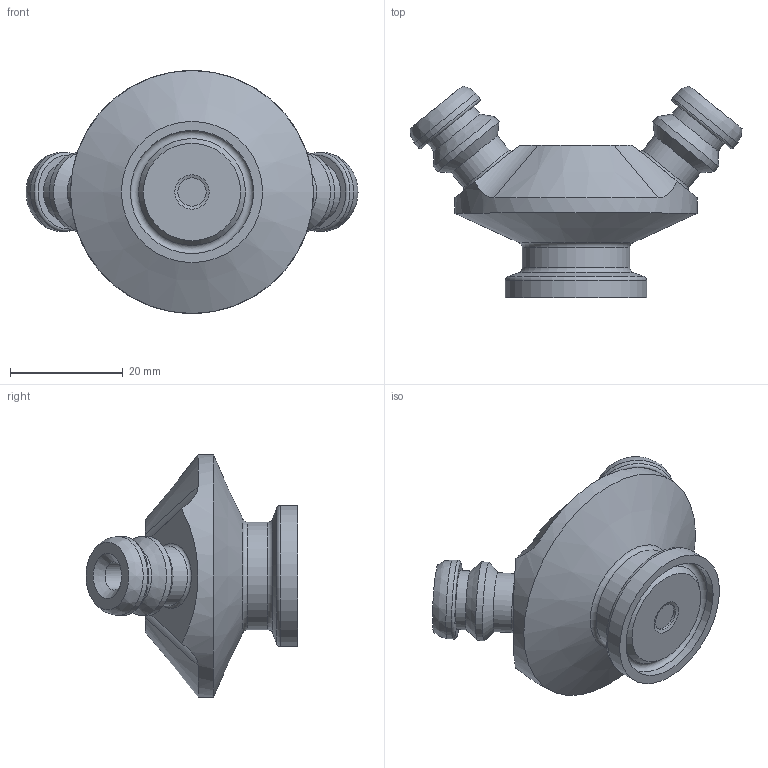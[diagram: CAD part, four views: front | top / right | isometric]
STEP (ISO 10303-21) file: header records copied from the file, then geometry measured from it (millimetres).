
FILE_DESCRIPTION(/* description */ ('This is a sample STEP configuration'),/* implementation_level */ '2;1');
FILE_NAME(/* name */ '440021.stp',/* time_stamp */ '2020-07-06T08:22:43+02:00',/* author */ ('powerJobs'),/* organization */ ('coolOrange'),/* preprocessor_version */ 'ST-DEVELOPER v18',/* originating_system */ 'Autodesk Inventor 2020',/* authorisation */ '');
FILE_SCHEMA (('AUTOMOTIVE_DESIGN { 1 0 10303 214 3 1 1 }'));
Length unit declared in the file: millimetre
Products named in the file (1): 440021
Bounding box: 58.78 x 37.51 x 43 mm (x, y, z)
Volume: 21626 mm3; surface area: 7225.2 mm2
Topology: 1 solids, 1 shells, 57 faces, 169 edges, 123 vertices
Faces by surface type: cylinder 23, cone 12, plane 11, torus 8, bspline 3
Full cylindrical faces by diameter (mm): 5 x3, 10.5 x4, 14 x4, 17.428 x1, 18.5 x1, 19 x1, 21.8 x1, 25 x1, 43 x1
Entity records: 2295 total; most frequent: CARTESIAN_POINT 532, DIRECTION 399, ORIENTED_EDGE 338, AXIS2_PLACEMENT_3D 183, EDGE_CURVE 169, VERTEX_POINT 123, CIRCLE 117, EDGE_LOOP 66
